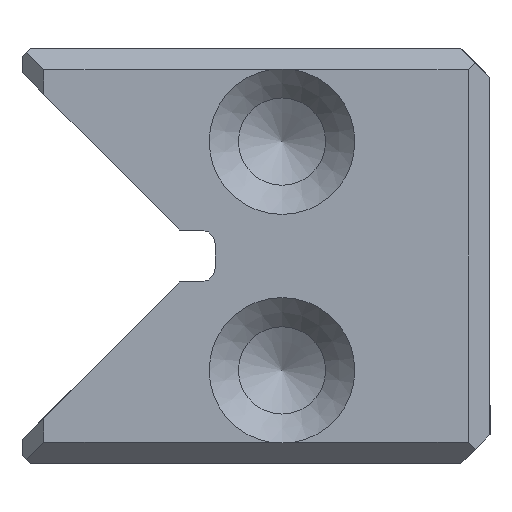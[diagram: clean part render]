
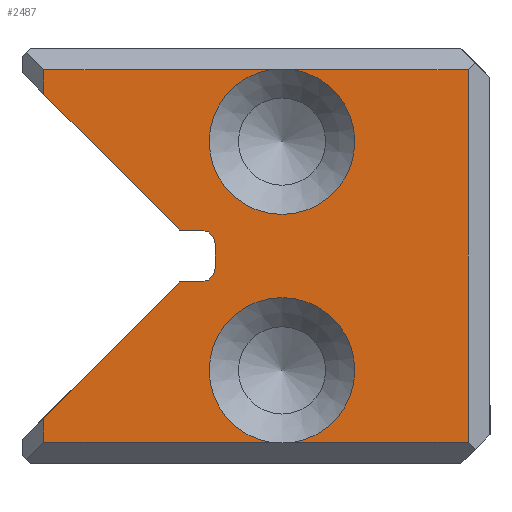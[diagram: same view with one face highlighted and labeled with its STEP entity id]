
A CAD part, left-side view. The second image highlights one B-rep face of the part: STEP entity #2487.
In plain terms, the highlighted planar face has unit normal (-1, 0, 0).
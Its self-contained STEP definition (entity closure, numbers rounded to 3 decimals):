
#2178=FACE_OUTER_BOUND('',#3693,.T.);
#2487=ADVANCED_FACE('',(#2178),#2891,.T.);
#2891=PLANE('',#9231);
#3145=CIRCLE('',#9227,3.5);
#3146=CIRCLE('',#9228,3.5);
#3147=CIRCLE('',#9229,0.7);
#3148=CIRCLE('',#9230,0.7);
#3693=EDGE_LOOP('',(#4462,#4463,#4464,#4465,#4466,#4467,#4468,#4469,#4470,
#4471,#4472,#4473,#4474,#4475,#4476,#4477));
#4462=ORIENTED_EDGE('',*,*,#7123,.F.);
#4463=ORIENTED_EDGE('',*,*,#7124,.T.);
#4464=ORIENTED_EDGE('',*,*,#7125,.T.);
#4465=ORIENTED_EDGE('',*,*,#7126,.T.);
#4466=ORIENTED_EDGE('',*,*,#7127,.T.);
#4467=ORIENTED_EDGE('',*,*,#7128,.T.);
#4468=ORIENTED_EDGE('',*,*,#7129,.T.);
#4469=ORIENTED_EDGE('',*,*,#7130,.T.);
#4470=ORIENTED_EDGE('',*,*,#7131,.T.);
#4471=ORIENTED_EDGE('',*,*,#7132,.T.);
#4472=ORIENTED_EDGE('',*,*,#7133,.T.);
#4473=ORIENTED_EDGE('',*,*,#7134,.T.);
#4474=ORIENTED_EDGE('',*,*,#7135,.F.);
#4475=ORIENTED_EDGE('',*,*,#7136,.F.);
#4476=ORIENTED_EDGE('',*,*,#7137,.T.);
#4477=ORIENTED_EDGE('',*,*,#7138,.T.);
#6434=VERTEX_POINT('',#11915);
#6435=VERTEX_POINT('',#11916);
#6436=VERTEX_POINT('',#11918);
#6437=VERTEX_POINT('',#11920);
#6438=VERTEX_POINT('',#11922);
#6439=VERTEX_POINT('',#11924);
#6440=VERTEX_POINT('',#11926);
#6441=VERTEX_POINT('',#11928);
#6442=VERTEX_POINT('',#11930);
#6443=VERTEX_POINT('',#11932);
#6444=VERTEX_POINT('',#11934);
#6445=VERTEX_POINT('',#11936);
#6446=VERTEX_POINT('',#11938);
#6447=VERTEX_POINT('',#11940);
#6448=VERTEX_POINT('',#11942);
#6449=VERTEX_POINT('',#11944);
#7123=EDGE_CURVE('',#6434,#6435,#3145,.T.);
#7124=EDGE_CURVE('',#6434,#6436,#8018,.T.);
#7125=EDGE_CURVE('',#6436,#6437,#8019,.T.);
#7126=EDGE_CURVE('',#6437,#6438,#8020,.T.);
#7127=EDGE_CURVE('',#6438,#6439,#3146,.T.);
#7128=EDGE_CURVE('',#6439,#6440,#8021,.T.);
#7129=EDGE_CURVE('',#6440,#6441,#8022,.T.);
#7130=EDGE_CURVE('',#6441,#6442,#8023,.T.);
#7131=EDGE_CURVE('',#6442,#6443,#8024,.T.);
#7132=EDGE_CURVE('',#6443,#6444,#3147,.T.);
#7133=EDGE_CURVE('',#6444,#6445,#8025,.T.);
#7134=EDGE_CURVE('',#6445,#6446,#3148,.T.);
#7135=EDGE_CURVE('',#6447,#6446,#8026,.T.);
#7136=EDGE_CURVE('',#6448,#6447,#8027,.T.);
#7137=EDGE_CURVE('',#6448,#6449,#8028,.T.);
#7138=EDGE_CURVE('',#6449,#6435,#8029,.T.);
#8018=LINE('',#11917,#8699);
#8019=LINE('',#11919,#8700);
#8020=LINE('',#11921,#8701);
#8021=LINE('',#11925,#8702);
#8022=LINE('',#11927,#8703);
#8023=LINE('',#11929,#8704);
#8024=LINE('',#11931,#8705);
#8025=LINE('',#11935,#8706);
#8026=LINE('',#11939,#8707);
#8027=LINE('',#11941,#8708);
#8028=LINE('',#11943,#8709);
#8029=LINE('',#11945,#8710);
#8699=VECTOR('',#9837,1.);
#8700=VECTOR('',#9838,1.);
#8701=VECTOR('',#9839,1.);
#8702=VECTOR('',#9842,1.);
#8703=VECTOR('',#9843,1.);
#8704=VECTOR('',#9844,1.);
#8705=VECTOR('',#9845,1.);
#8706=VECTOR('',#9848,1.);
#8707=VECTOR('',#9851,1.);
#8708=VECTOR('',#9852,1.);
#8709=VECTOR('',#9853,1.);
#8710=VECTOR('',#9854,1.);
#9227=AXIS2_PLACEMENT_3D('',#11914,#9835,#9836);
#9228=AXIS2_PLACEMENT_3D('',#11923,#9840,#9841);
#9229=AXIS2_PLACEMENT_3D('',#11933,#9846,#9847);
#9230=AXIS2_PLACEMENT_3D('',#11937,#9849,#9850);
#9231=AXIS2_PLACEMENT_3D('',#11946,#9855,#9856);
#9835=DIRECTION('',(-1.,0.,0.));
#9836=DIRECTION('',(0.,0.,1.));
#9837=DIRECTION('',(0.,-1.,0.));
#9838=DIRECTION('',(0.,0.,1.));
#9839=DIRECTION('',(0.,1.,0.));
#9840=DIRECTION('',(1.,0.,0.));
#9841=DIRECTION('',(0.,0.,-1.));
#9842=DIRECTION('',(0.,1.,0.));
#9843=DIRECTION('',(0.,0.,-1.));
#9844=DIRECTION('',(0.,-0.707,-0.707));
#9845=DIRECTION('',(0.,-1.,0.));
#9846=DIRECTION('',(1.,0.,0.));
#9847=DIRECTION('',(0.,0.,1.));
#9848=DIRECTION('',(0.,0.,-1.));
#9849=DIRECTION('',(1.,0.,0.));
#9850=DIRECTION('',(0.,0.,1.));
#9851=DIRECTION('',(0.,-1.,0.));
#9852=DIRECTION('',(0.,-0.707,0.707));
#9853=DIRECTION('',(0.,0.,-1.));
#9854=DIRECTION('',(0.,-1.,0.));
#9855=DIRECTION('',(-1.,0.,0.));
#9856=DIRECTION('',(0.,0.,-1.));
#11914=CARTESIAN_POINT('',(0.,10.,4.5));
#11915=CARTESIAN_POINT('',(0.,9.411,1.05));
#11916=CARTESIAN_POINT('',(0.,10.589,1.05));
#11917=CARTESIAN_POINT('',(0.,11.25,1.05));
#11918=CARTESIAN_POINT('',(0.,1.05,1.05));
#11919=CARTESIAN_POINT('',(0.,1.05,0.));
#11920=CARTESIAN_POINT('',(0.,1.05,18.95));
#11921=CARTESIAN_POINT('',(0.,11.25,18.95));
#11922=CARTESIAN_POINT('',(0.,9.411,18.95));
#11923=CARTESIAN_POINT('',(0.,10.,15.5));
#11924=CARTESIAN_POINT('',(0.,10.589,18.95));
#11925=CARTESIAN_POINT('',(0.,11.25,18.95));
#11926=CARTESIAN_POINT('',(0.,21.45,18.95));
#11927=CARTESIAN_POINT('',(0.,21.45,0.));
#11928=CARTESIAN_POINT('',(0.,21.45,17.778));
#11929=CARTESIAN_POINT('',(0.,22.5,18.828));
#11930=CARTESIAN_POINT('',(0.,14.922,11.25));
#11931=CARTESIAN_POINT('',(0.,13.2,11.25));
#11932=CARTESIAN_POINT('',(0.,13.9,11.25));
#11933=CARTESIAN_POINT('',(0.,13.9,10.55));
#11934=CARTESIAN_POINT('',(0.,13.2,10.55));
#11935=CARTESIAN_POINT('',(0.,13.2,11.25));
#11936=CARTESIAN_POINT('',(0.,13.2,9.45));
#11937=CARTESIAN_POINT('',(0.,13.9,9.45));
#11938=CARTESIAN_POINT('',(0.,13.9,8.75));
#11939=CARTESIAN_POINT('',(0.,13.2,8.75));
#11940=CARTESIAN_POINT('',(0.,14.922,8.75));
#11941=CARTESIAN_POINT('',(0.,22.5,1.172));
#11942=CARTESIAN_POINT('',(0.,21.45,2.222));
#11943=CARTESIAN_POINT('',(0.,21.45,0.));
#11944=CARTESIAN_POINT('',(0.,21.45,1.05));
#11945=CARTESIAN_POINT('',(0.,11.25,1.05));
#11946=CARTESIAN_POINT('',(0.,11.25,0.));
